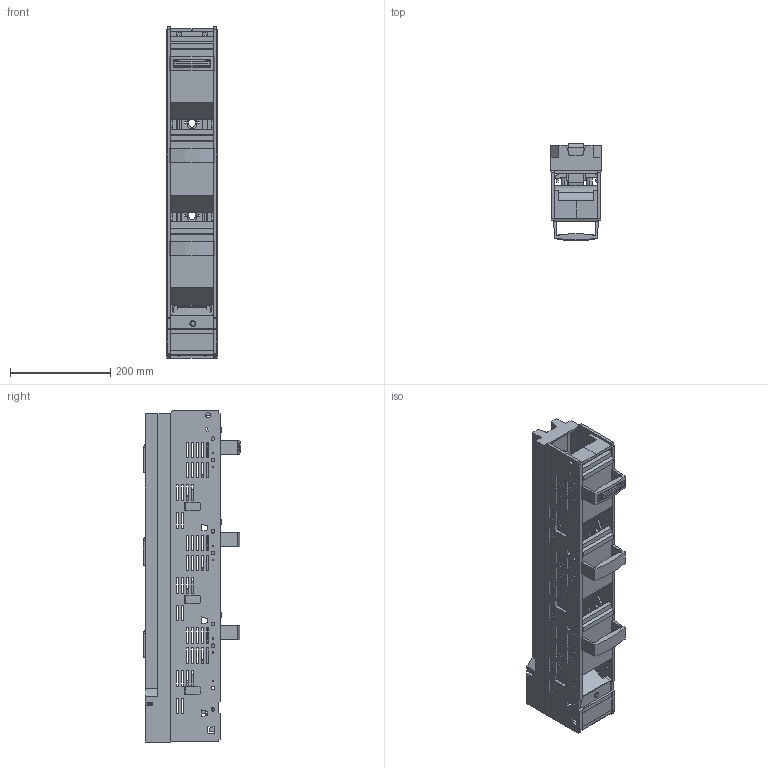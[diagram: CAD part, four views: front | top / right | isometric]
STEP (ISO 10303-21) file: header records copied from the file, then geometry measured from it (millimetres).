
FILE_DESCRIPTION(('CATIA V5 STEP'),'2;1');
FILE_NAME('L0567_NH_Sicherungslastschaltleiste_SL3_3x_9_KM2G_F.stp','2018-08-22T08:55:48+00:00',('none'),('Jean Müller GmbH'),'CATIA Version 5 Release 19 SP 9 (IN-10)','CATIA V5 STEP AP214','none');
FILE_SCHEMA(('AUTOMOTIVE_DESIGN { 1 0 10303 214 1 1 1 1 }'));
Products named in the file (1): L0567_NH-Sicherungslastschaltleiste
Bounding box: 100 x 193.71 x 662 mm (x, y, z)
Volume: 3027121.4 mm3; surface area: 1025867.1 mm2
Topology: 11 solids, 11 shells, 2864 faces, 7809 edges, 4967 vertices
Faces by surface type: plane 2417, cylinder 310, bspline 88, cone 49
Entity records: 90803 total; most frequent: CARTESIAN_POINT 23115, ORIENTED_EDGE 15606, DIRECTION 10992, EDGE_CURVE 7803, VECTOR 6175, LINE 6175, VERTEX_POINT 4967, EDGE_LOOP 3228
